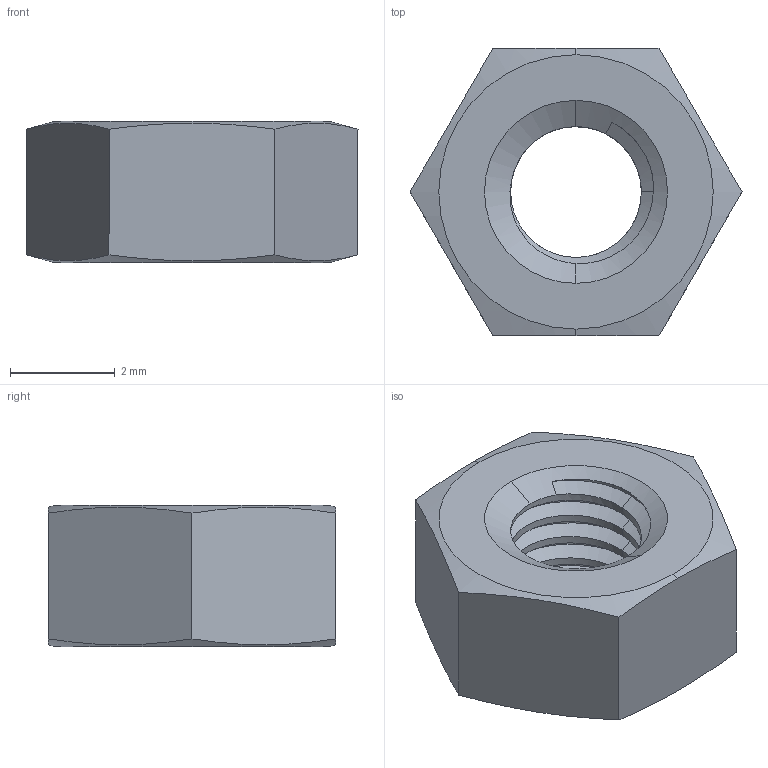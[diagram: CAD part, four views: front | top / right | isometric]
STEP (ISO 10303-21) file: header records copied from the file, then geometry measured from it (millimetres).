
FILE_DESCRIPTION (( 'STEP AP214' ), '1' );
FILE_NAME ('M3x2.7mm Hex Nut (FIX-M3).STEP', '2020-07-23T12:25:40', ( '' ), ( '' ), 'SwSTEP 2.0', 'SolidWorks 2020', '' );
FILE_SCHEMA (( 'AUTOMOTIVE_DESIGN' ));
Length unit declared in the file: millimetre
Products named in the file (1): M3x2.7mm Hex Nut (FIX-M3)
Bounding box: 6.35 x 5.5 x 2.7 mm (x, y, z)
Volume: 53.8 mm3; surface area: 121.5 mm2
Topology: 1 solids, 1 shells, 44 faces, 109 edges, 67 vertices
Faces by surface type: bspline 18, cylinder 10, cone 8, plane 8
Entity records: 2883 total; most frequent: CARTESIAN_POINT 1960, ORIENTED_EDGE 218, DIRECTION 122, EDGE_CURVE 109, VERTEX_POINT 67, B_SPLINE_CURVE_WITH_KNOTS 56, EDGE_LOOP 46, ADVANCED_FACE 44
